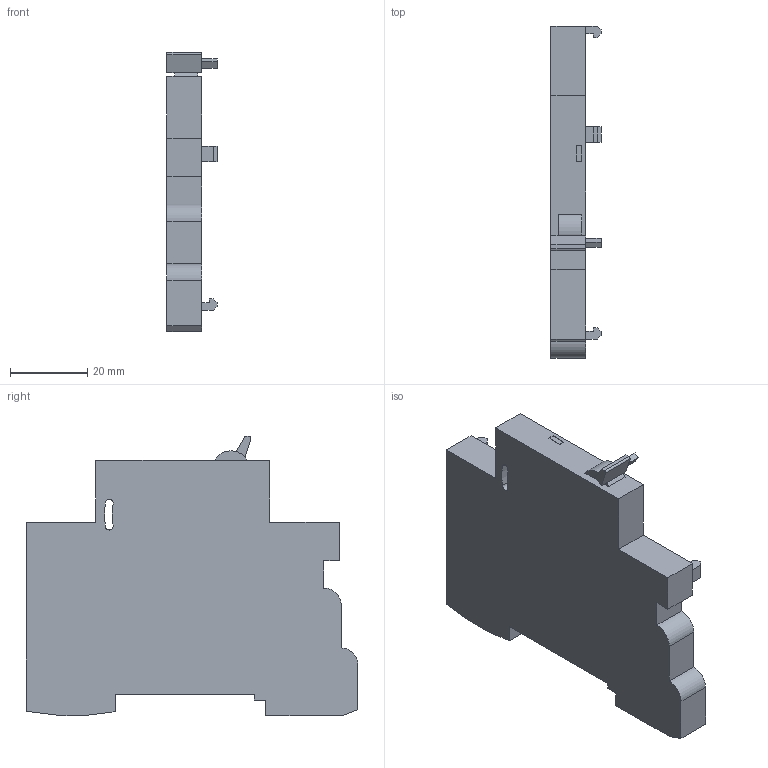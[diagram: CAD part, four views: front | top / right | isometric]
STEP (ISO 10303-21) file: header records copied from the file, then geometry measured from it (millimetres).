
FILE_DESCRIPTION((''),'2;1');
FILE_NAME('3d_P1X1311.stp','2013-07-10T08:26:43',(''),(''),'Mechanical Desktop 2011','Mechanical Desktop 2011',', , ');
FILE_SCHEMA(('CONFIG_CONTROL_DESIGN'));
Length unit declared in the file: millimetre
Products named in the file (1): Product
Bounding box: 13 x 85.8 x 72.23 mm (x, y, z)
Volume: 40206.3 mm3; surface area: 12878.6 mm2
Topology: 7 solids, 7 shells, 85 faces, 251 edges, 221 vertices
Faces by surface type: plane 76, cylinder 9
Entity records: 2823 total; most frequent: CARTESIAN_POINT 520, DIRECTION 445, ORIENTED_EDGE 420, VECTOR 229, LINE 229, EDGE_CURVE 210, VERTEX_POINT 140, AXIS2_PLACEMENT_3D 108
